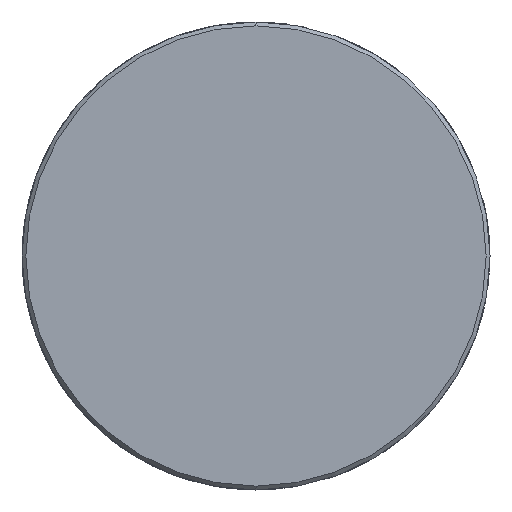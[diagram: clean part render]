
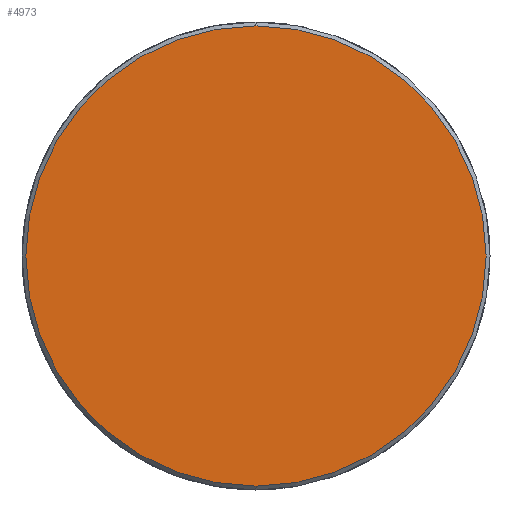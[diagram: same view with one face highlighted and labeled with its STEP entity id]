
A CAD part, left-side view. The second image highlights one B-rep face of the part: STEP entity #4973.
In plain terms, the highlighted planar face has unit normal (-1, 0, 0).
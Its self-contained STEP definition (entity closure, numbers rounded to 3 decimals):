
#10 = DIRECTION ( 'NONE',  ( 1., 0., 0. ) ) ;
#420 = CARTESIAN_POINT ( 'NONE',  ( 8.14, 0., 17.7 ) ) ;
#425 = EDGE_LOOP ( 'NONE', ( #3277, #2841 ) ) ;
#624 = EDGE_CURVE ( 'NONE', #4813, #2231, #680, .T. ) ;
#680 = CIRCLE ( 'NONE', #4155, 17.7 ) ;
#886 = CARTESIAN_POINT ( 'NONE',  ( 8.14, 0., 0. ) ) ;
#946 = EDGE_CURVE ( 'NONE', #2231, #4813, #4938, .T. ) ;
#1817 = AXIS2_PLACEMENT_3D ( 'NONE', #886, #4262, #2799 ) ;
#2153 = CARTESIAN_POINT ( 'NONE',  ( 8.14, 0., -17.7 ) ) ;
#2231 = VERTEX_POINT ( 'NONE', #420 ) ;
#2799 = DIRECTION ( 'NONE',  ( 0., 0., -1. ) ) ;
#2841 = ORIENTED_EDGE ( 'NONE', *, *, #946, .T. ) ;
#3032 = AXIS2_PLACEMENT_3D ( 'NONE', #3306, #10, #5908 ) ;
#3277 = ORIENTED_EDGE ( 'NONE', *, *, #624, .T. ) ;
#3306 = CARTESIAN_POINT ( 'NONE',  ( 8.14, 0., 0. ) ) ;
#4155 = AXIS2_PLACEMENT_3D ( 'NONE', #4202, #5140, #4171 ) ;
#4171 = DIRECTION ( 'NONE',  ( 0., 0., -1. ) ) ;
#4202 = CARTESIAN_POINT ( 'NONE',  ( 8.14, 0., 0. ) ) ;
#4219 = PLANE ( 'NONE',  #3032 ) ;
#4262 = DIRECTION ( 'NONE',  ( -1., 0., 0. ) ) ;
#4813 = VERTEX_POINT ( 'NONE', #2153 ) ;
#4938 = CIRCLE ( 'NONE', #1817, 17.7 ) ;
#4973 = ADVANCED_FACE ( 'NONE', ( #5567 ), #4219, .F. ) ;
#5140 = DIRECTION ( 'NONE',  ( -1., 0., 0. ) ) ;
#5567 = FACE_OUTER_BOUND ( 'NONE', #425, .T. ) ;
#5908 = DIRECTION ( 'NONE',  ( 0., 0., -1. ) ) ;
